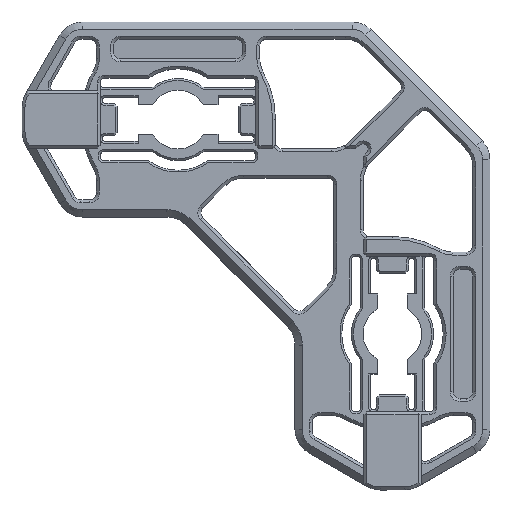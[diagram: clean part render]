
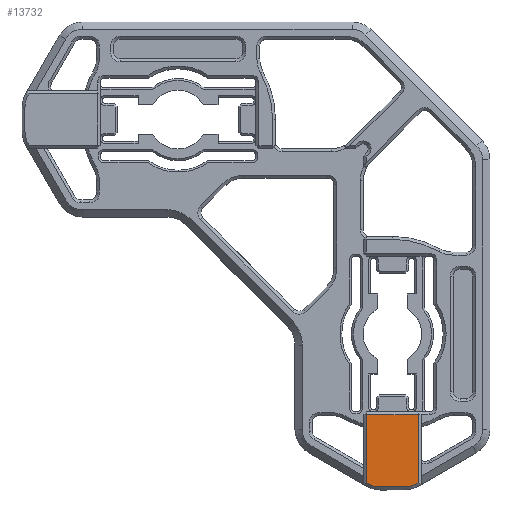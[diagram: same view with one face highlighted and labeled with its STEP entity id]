
A CAD part, top view. The second image highlights one B-rep face of the part: STEP entity #13732.
In plain terms, the highlighted planar face has unit normal (0, 0, 1).
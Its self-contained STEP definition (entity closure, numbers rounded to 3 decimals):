
#642 = CARTESIAN_POINT ( 'NONE',  ( 19.512, -37.372, 8.6 ) ) ;
#1310 = CIRCLE ( 'NONE', #4970, 2.45 ) ;
#1563 = CARTESIAN_POINT ( 'NONE',  ( 24.65, -30.3, 8.6 ) ) ;
#2158 = PLANE ( 'NONE',  #4340 ) ;
#2698 = LINE ( 'NONE', #4495, #16886 ) ;
#3234 = ORIENTED_EDGE ( 'NONE', *, *, #18268, .F. ) ;
#3253 = ORIENTED_EDGE ( 'NONE', *, *, #12796, .F. ) ;
#3282 = DIRECTION ( 'NONE',  ( 0., 0., -1. ) ) ;
#3418 = CARTESIAN_POINT ( 'NONE',  ( 19.35, -37.278, 8.6 ) ) ;
#3679 = DIRECTION ( 'NONE',  ( 0., 0., 1. ) ) ;
#3756 = ORIENTED_EDGE ( 'NONE', *, *, #14639, .T. ) ;
#3970 = DIRECTION ( 'NONE',  ( 1., 0., 0. ) ) ;
#4340 = AXIS2_PLACEMENT_3D ( 'NONE', #11267, #3679, #3970 ) ;
#4495 = CARTESIAN_POINT ( 'NONE',  ( 19.35, -33.876, 8.6 ) ) ;
#4516 = EDGE_LOOP ( 'NONE', ( #5116, #11573, #3756, #3234, #18541, #3253, #8862, #18611 ) ) ;
#4588 = VERTEX_POINT ( 'NONE', #17415 ) ;
#4970 = AXIS2_PLACEMENT_3D ( 'NONE', #6612, #18610, #9786 ) ;
#4995 = CARTESIAN_POINT ( 'NONE',  ( 24.65, -37.278, 8.6 ) ) ;
#5116 = ORIENTED_EDGE ( 'NONE', *, *, #5717, .F. ) ;
#5422 = DIRECTION ( 'NONE',  ( 1., 0., 0. ) ) ;
#5717 = EDGE_CURVE ( 'NONE', #9490, #16784, #17047, .T. ) ;
#6321 = DIRECTION ( 'NONE',  ( 0., 1., 0. ) ) ;
#6343 = DIRECTION ( 'NONE',  ( 1., 0., 0. ) ) ;
#6612 = CARTESIAN_POINT ( 'NONE',  ( 20.737, -35.25, 8.6 ) ) ;
#6674 = CARTESIAN_POINT ( 'NONE',  ( 22., -30.3, 8.6 ) ) ;
#6680 = LINE ( 'NONE', #15509, #15346 ) ;
#7576 = CARTESIAN_POINT ( 'NONE',  ( 24.65, -34., 8.6 ) ) ;
#8003 = FACE_OUTER_BOUND ( 'NONE', #4516, .T. ) ;
#8508 = DIRECTION ( 'NONE',  ( 0.866, -0.5, 0. ) ) ;
#8595 = CARTESIAN_POINT ( 'NONE',  ( 19.35, -37.278, 8.6 ) ) ;
#8862 = ORIENTED_EDGE ( 'NONE', *, *, #11257, .F. ) ;
#9228 = VERTEX_POINT ( 'NONE', #13553 ) ;
#9490 = VERTEX_POINT ( 'NONE', #14509 ) ;
#9668 = DIRECTION ( 'NONE',  ( -1., 0., 0. ) ) ;
#9786 = DIRECTION ( 'NONE',  ( 1., 0., 0. ) ) ;
#10381 = EDGE_CURVE ( 'NONE', #12019, #9490, #2698, .T. ) ;
#10729 = AXIS2_PLACEMENT_3D ( 'NONE', #14689, #3282, #6343 ) ;
#10799 = VECTOR ( 'NONE', #6321, 1000. ) ;
#11257 = EDGE_CURVE ( 'NONE', #9228, #14818, #18144, .T. ) ;
#11267 = CARTESIAN_POINT ( 'NONE',  ( 19.34, -37.71, 8.6 ) ) ;
#11573 = ORIENTED_EDGE ( 'NONE', *, *, #10381, .F. ) ;
#11670 = LINE ( 'NONE', #8595, #15440 ) ;
#11957 = VERTEX_POINT ( 'NONE', #642 ) ;
#12019 = VERTEX_POINT ( 'NONE', #3418 ) ;
#12181 = VERTEX_POINT ( 'NONE', #12625 ) ;
#12625 = CARTESIAN_POINT ( 'NONE',  ( 20.737, -37.7, 8.6 ) ) ;
#12738 = VECTOR ( 'NONE', #5422, 1000. ) ;
#12796 = EDGE_CURVE ( 'NONE', #14818, #4588, #17172, .T. ) ;
#13048 = DIRECTION ( 'NONE',  ( 0., 1., 0. ) ) ;
#13343 = EDGE_CURVE ( 'NONE', #4588, #12181, #6680, .T. ) ;
#13461 = CARTESIAN_POINT ( 'NONE',  ( 24.488, -37.372, 8.6 ) ) ;
#13553 = CARTESIAN_POINT ( 'NONE',  ( 24.65, -37.278, 8.6 ) ) ;
#13732 = ADVANCED_FACE ( 'NONE', ( #8003 ), #2158, .T. ) ;
#14509 = CARTESIAN_POINT ( 'NONE',  ( 19.35, -30.3, 8.6 ) ) ;
#14639 = EDGE_CURVE ( 'NONE', #12019, #11957, #11670, .T. ) ;
#14689 = CARTESIAN_POINT ( 'NONE',  ( 23.263, -35.25, 8.6 ) ) ;
#14818 = VERTEX_POINT ( 'NONE', #13461 ) ;
#15346 = VECTOR ( 'NONE', #9668, 1000. ) ;
#15440 = VECTOR ( 'NONE', #8508, 1000. ) ;
#15509 = CARTESIAN_POINT ( 'NONE',  ( 22., -37.7, 8.6 ) ) ;
#15675 = VECTOR ( 'NONE', #16412, 1000. ) ;
#16412 = DIRECTION ( 'NONE',  ( -0.866, -0.5, 0. ) ) ;
#16784 = VERTEX_POINT ( 'NONE', #1563 ) ;
#16886 = VECTOR ( 'NONE', #13048, 1000. ) ;
#17047 = LINE ( 'NONE', #6674, #12738 ) ;
#17172 = CIRCLE ( 'NONE', #10729, 2.45 ) ;
#17415 = CARTESIAN_POINT ( 'NONE',  ( 23.263, -37.7, 8.6 ) ) ;
#17746 = LINE ( 'NONE', #7576, #10799 ) ;
#18144 = LINE ( 'NONE', #4995, #15675 ) ;
#18146 = EDGE_CURVE ( 'NONE', #9228, #16784, #17746, .T. ) ;
#18268 = EDGE_CURVE ( 'NONE', #12181, #11957, #1310, .T. ) ;
#18541 = ORIENTED_EDGE ( 'NONE', *, *, #13343, .F. ) ;
#18610 = DIRECTION ( 'NONE',  ( 0., 0., -1. ) ) ;
#18611 = ORIENTED_EDGE ( 'NONE', *, *, #18146, .T. ) ;
